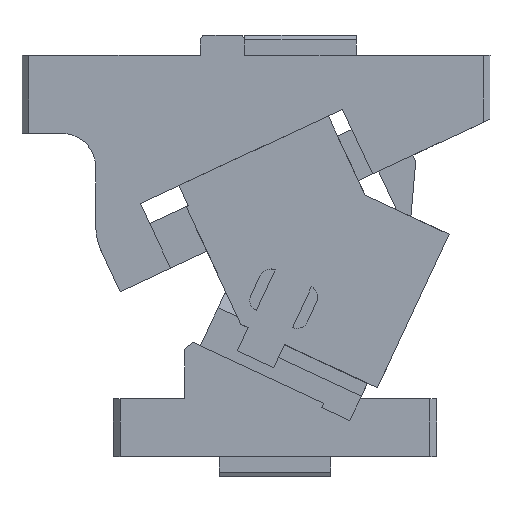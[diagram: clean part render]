
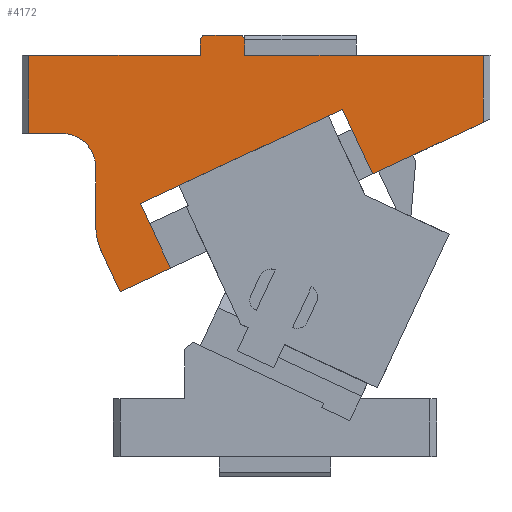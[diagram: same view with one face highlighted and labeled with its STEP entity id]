
A CAD part, front view. The second image highlights one B-rep face of the part: STEP entity #4172.
In plain terms, the highlighted planar face has unit normal (0, -1, 0).
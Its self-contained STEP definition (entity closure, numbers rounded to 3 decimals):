
#3724=CARTESIAN_POINT('Vertex',(59.,0.,180.)) ;
#3727=CARTESIAN_POINT('Line Origine',(112.5,0.,180.)) ;
#3731=CARTESIAN_POINT('Vertex',(166.,0.,180.)) ;
#3991=CARTESIAN_POINT('Axis2P3D Location',(129.108,0.,96.922)) ;
#3996=CARTESIAN_POINT('Line Origine',(141.14,0.,138.392)) ;
#4000=CARTESIAN_POINT('Vertex',(116.279,0.,126.8)) ;
#4002=CARTESIAN_POINT('Vertex',(166.,0.,149.985)) ;
#4005=CARTESIAN_POINT('Line Origine',(166.,0.,164.992)) ;
#4010=CARTESIAN_POINT('Line Origine',(59.,0.,183.5)) ;
#4014=CARTESIAN_POINT('Vertex',(59.,0.,187.)) ;
#4017=CARTESIAN_POINT('Line Origine',(58.423,0.,188.)) ;
#4021=CARTESIAN_POINT('Vertex',(57.845,0.,189.)) ;
#4024=CARTESIAN_POINT('Line Origine',(49.,0.,189.)) ;
#4028=CARTESIAN_POINT('Vertex',(40.155,0.,189.)) ;
#4031=CARTESIAN_POINT('Line Origine',(39.577,0.,188.)) ;
#4035=CARTESIAN_POINT('Vertex',(39.,0.,187.)) ;
#4038=CARTESIAN_POINT('Line Origine',(39.,0.,183.5)) ;
#4042=CARTESIAN_POINT('Vertex',(39.,0.,180.)) ;
#4045=CARTESIAN_POINT('Line Origine',(0.5,0.,180.)) ;
#4049=CARTESIAN_POINT('Vertex',(-38.,0.,180.)) ;
#4052=CARTESIAN_POINT('Line Origine',(-38.,0.,162.5)) ;
#4056=CARTESIAN_POINT('Vertex',(-38.,0.,145.)) ;
#4059=CARTESIAN_POINT('Line Origine',(-30.5,0.,145.)) ;
#4063=CARTESIAN_POINT('Vertex',(-23.,0.,145.)) ;
#4067=CARTESIAN_POINT('Control Point',(-8.,0.,130.)) ;
#4068=CARTESIAN_POINT('Control Point',(-8.,0.,131.518)) ;
#4069=CARTESIAN_POINT('Control Point',(-8.192,0.,133.036)) ;
#4070=CARTESIAN_POINT('Control Point',(-8.576,0.,134.521)) ;
#4071=CARTESIAN_POINT('Control Point',(-9.711,0.,137.363)) ;
#4072=CARTESIAN_POINT('Control Point',(-11.519,0.,139.832)) ;
#4073=CARTESIAN_POINT('Control Point',(-12.575,0.,140.945)) ;
#4074=CARTESIAN_POINT('Control Point',(-14.945,0.,142.881)) ;
#4075=CARTESIAN_POINT('Control Point',(-17.722,0.,144.165)) ;
#4076=CARTESIAN_POINT('Control Point',(-19.185,0.,144.627)) ;
#4077=CARTESIAN_POINT('Control Point',(-20.848,0.,144.927)) ;
#4078=CARTESIAN_POINT('Control Point',(-22.524,0.,144.994)) ;
#4079=CARTESIAN_POINT('Control Point',(-22.683,0.,144.998)) ;
#4080=CARTESIAN_POINT('Control Point',(-22.841,0.,145.)) ;
#4081=CARTESIAN_POINT('Control Point',(-23.,0.,145.)) ;
#4082=CARTESIAN_POINT('Vertex',(-8.,0.,130.)) ;
#4085=CARTESIAN_POINT('Line Origine',(-8.,0.,117.097)) ;
#4089=CARTESIAN_POINT('Vertex',(-8.,0.,104.193)) ;
#4093=CARTESIAN_POINT('Control Point',(-8.,0.,104.193)) ;
#4094=CARTESIAN_POINT('Control Point',(-8.,0.,101.575)) ;
#4095=CARTESIAN_POINT('Control Point',(-7.714,0.,98.958)) ;
#4096=CARTESIAN_POINT('Control Point',(-7.143,0.,96.381)) ;
#4097=CARTESIAN_POINT('Control Point',(-6.296,0.,93.888)) ;
#4098=CARTESIAN_POINT('Control Point',(-5.189,0.,91.515)) ;
#4099=CARTESIAN_POINT('Vertex',(-5.189,0.,91.515)) ;
#4102=CARTESIAN_POINT('Line Origine',(-1.099,0.,82.744)) ;
#4106=CARTESIAN_POINT('Vertex',(2.991,0.,73.973)) ;
#4109=CARTESIAN_POINT('Line Origine',(5.71,0.,75.24)) ;
#4113=CARTESIAN_POINT('Vertex',(8.429,0.,76.508)) ;
#4116=CARTESIAN_POINT('Line Origine',(15.679,0.,79.889)) ;
#4120=CARTESIAN_POINT('Vertex',(22.93,0.,83.27)) ;
#4123=CARTESIAN_POINT('Line Origine',(24.289,0.,83.904)) ;
#4127=CARTESIAN_POINT('Vertex',(25.649,0.,84.538)) ;
#4130=CARTESIAN_POINT('Line Origine',(18.887,0.,99.039)) ;
#4134=CARTESIAN_POINT('Vertex',(12.125,0.,113.54)) ;
#4137=CARTESIAN_POINT('Line Origine',(57.44,0.,134.671)) ;
#4141=CARTESIAN_POINT('Vertex',(102.756,0.,155.802)) ;
#4144=CARTESIAN_POINT('Line Origine',(109.517,0.,141.301)) ;
#3728=DIRECTION('Vector Direction',(-1.,0.,0.)) ;
#3992=DIRECTION('Axis2P3D Direction',(0.,-1.,0.)) ;
#3993=DIRECTION('Axis2P3D XDirection',(-0.423,0.,0.906)) ;
#3997=DIRECTION('Vector Direction',(0.906,0.,0.423)) ;
#4006=DIRECTION('Vector Direction',(0.,0.,1.)) ;
#4011=DIRECTION('Vector Direction',(0.,0.,1.)) ;
#4018=DIRECTION('Vector Direction',(0.5,0.,-0.866)) ;
#4025=DIRECTION('Vector Direction',(-1.,0.,0.)) ;
#4032=DIRECTION('Vector Direction',(-0.5,0.,-0.866)) ;
#4039=DIRECTION('Vector Direction',(0.,0.,1.)) ;
#4046=DIRECTION('Vector Direction',(-1.,0.,0.)) ;
#4053=DIRECTION('Vector Direction',(0.,0.,1.)) ;
#4060=DIRECTION('Vector Direction',(-1.,0.,0.)) ;
#4086=DIRECTION('Vector Direction',(0.,0.,-1.)) ;
#4103=DIRECTION('Vector Direction',(0.423,0.,-0.906)) ;
#4110=DIRECTION('Vector Direction',(0.906,0.,0.423)) ;
#4117=DIRECTION('Vector Direction',(-0.906,0.,-0.423)) ;
#4124=DIRECTION('Vector Direction',(0.906,0.,0.423)) ;
#4131=DIRECTION('Vector Direction',(-0.423,0.,0.906)) ;
#4138=DIRECTION('Vector Direction',(-0.906,0.,-0.423)) ;
#4145=DIRECTION('Vector Direction',(0.423,0.,-0.906)) ;
#3994=AXIS2_PLACEMENT_3D('Plane Axis2P3D',#3991,#3992,#3993) ;
#4150=ORIENTED_EDGE('',*,*,#4004,.T.) ;
#4151=ORIENTED_EDGE('',*,*,#4009,.T.) ;
#4152=ORIENTED_EDGE('',*,*,#3733,.T.) ;
#4153=ORIENTED_EDGE('',*,*,#4016,.T.) ;
#4154=ORIENTED_EDGE('',*,*,#4023,.F.) ;
#4155=ORIENTED_EDGE('',*,*,#4030,.F.) ;
#4156=ORIENTED_EDGE('',*,*,#4037,.F.) ;
#4157=ORIENTED_EDGE('',*,*,#4044,.F.) ;
#4158=ORIENTED_EDGE('',*,*,#4051,.T.) ;
#4159=ORIENTED_EDGE('',*,*,#4058,.F.) ;
#4160=ORIENTED_EDGE('',*,*,#4065,.F.) ;
#4161=ORIENTED_EDGE('',*,*,#4084,.T.) ;
#4162=ORIENTED_EDGE('',*,*,#4091,.T.) ;
#4163=ORIENTED_EDGE('',*,*,#4101,.F.) ;
#4164=ORIENTED_EDGE('',*,*,#4108,.T.) ;
#4165=ORIENTED_EDGE('',*,*,#4115,.T.) ;
#4166=ORIENTED_EDGE('',*,*,#4122,.T.) ;
#4167=ORIENTED_EDGE('',*,*,#4129,.T.) ;
#4168=ORIENTED_EDGE('',*,*,#4136,.T.) ;
#4169=ORIENTED_EDGE('',*,*,#4143,.F.) ;
#4170=ORIENTED_EDGE('',*,*,#4148,.T.) ;
#3729=VECTOR('Line Direction',#3728,1.) ;
#3998=VECTOR('Line Direction',#3997,1.) ;
#4007=VECTOR('Line Direction',#4006,1.) ;
#4012=VECTOR('Line Direction',#4011,1.) ;
#4019=VECTOR('Line Direction',#4018,1.) ;
#4026=VECTOR('Line Direction',#4025,1.) ;
#4033=VECTOR('Line Direction',#4032,1.) ;
#4040=VECTOR('Line Direction',#4039,1.) ;
#4047=VECTOR('Line Direction',#4046,1.) ;
#4054=VECTOR('Line Direction',#4053,1.) ;
#4061=VECTOR('Line Direction',#4060,1.) ;
#4087=VECTOR('Line Direction',#4086,1.) ;
#4104=VECTOR('Line Direction',#4103,1.) ;
#4111=VECTOR('Line Direction',#4110,1.) ;
#4118=VECTOR('Line Direction',#4117,1.) ;
#4125=VECTOR('Line Direction',#4124,1.) ;
#4132=VECTOR('Line Direction',#4131,1.) ;
#4139=VECTOR('Line Direction',#4138,1.) ;
#4146=VECTOR('Line Direction',#4145,1.) ;
#4172=ADVANCED_FACE('CAM HOLDER',(#4171),#3995,.T.) ;
#4066=B_SPLINE_CURVE_WITH_KNOTS('',5,(#4067,#4068,#4069,#4070,#4071,#4072,#4073,#4074,#4075,#4076,#4077,#4078,#4079,#4080,#4081),.UNSPECIFIED.,.F.,.U.,(6,3,3,3,6),(0.,10.733,21.466,32.199,33.321),.UNSPECIFIED.) ;
#4092=B_SPLINE_CURVE_WITH_KNOTS('',5,(#4093,#4094,#4095,#4096,#4097,#4098),.UNSPECIFIED.,.F.,.U.,(6,6),(0.,18.512),.UNSPECIFIED.) ;
#3733=EDGE_CURVE('',#3732,#3725,#3730,.T.) ;
#4004=EDGE_CURVE('',#4001,#4003,#3999,.T.) ;
#4009=EDGE_CURVE('',#4003,#3732,#4008,.T.) ;
#4016=EDGE_CURVE('',#3725,#4015,#4013,.T.) ;
#4023=EDGE_CURVE('',#4022,#4015,#4020,.T.) ;
#4030=EDGE_CURVE('',#4029,#4022,#4027,.F.) ;
#4037=EDGE_CURVE('',#4036,#4029,#4034,.F.) ;
#4044=EDGE_CURVE('',#4043,#4036,#4041,.T.) ;
#4051=EDGE_CURVE('',#4043,#4050,#4048,.T.) ;
#4058=EDGE_CURVE('',#4057,#4050,#4055,.T.) ;
#4065=EDGE_CURVE('',#4064,#4057,#4062,.T.) ;
#4084=EDGE_CURVE('',#4064,#4083,#4066,.F.) ;
#4091=EDGE_CURVE('',#4083,#4090,#4088,.T.) ;
#4101=EDGE_CURVE('',#4100,#4090,#4092,.F.) ;
#4108=EDGE_CURVE('',#4100,#4107,#4105,.T.) ;
#4115=EDGE_CURVE('',#4107,#4114,#4112,.T.) ;
#4122=EDGE_CURVE('',#4114,#4121,#4119,.F.) ;
#4129=EDGE_CURVE('',#4121,#4128,#4126,.T.) ;
#4136=EDGE_CURVE('',#4128,#4135,#4133,.T.) ;
#4143=EDGE_CURVE('',#4142,#4135,#4140,.T.) ;
#4148=EDGE_CURVE('',#4142,#4001,#4147,.T.) ;
#4149=EDGE_LOOP('',(#4150,#4151,#4152,#4153,#4154,#4155,#4156,#4157,#4158,#4159,#4160,#4161,#4162,#4163,#4164,#4165,#4166,#4167,#4168,#4169,#4170)) ;
#4171=FACE_OUTER_BOUND('',#4149,.T.) ;
#3730=LINE('Line',#3727,#3729) ;
#3999=LINE('Line',#3996,#3998) ;
#4008=LINE('Line',#4005,#4007) ;
#4013=LINE('Line',#4010,#4012) ;
#4020=LINE('Line',#4017,#4019) ;
#4027=LINE('Line',#4024,#4026) ;
#4034=LINE('Line',#4031,#4033) ;
#4041=LINE('Line',#4038,#4040) ;
#4048=LINE('Line',#4045,#4047) ;
#4055=LINE('Line',#4052,#4054) ;
#4062=LINE('Line',#4059,#4061) ;
#4088=LINE('Line',#4085,#4087) ;
#4105=LINE('Line',#4102,#4104) ;
#4112=LINE('Line',#4109,#4111) ;
#4119=LINE('Line',#4116,#4118) ;
#4126=LINE('Line',#4123,#4125) ;
#4133=LINE('Line',#4130,#4132) ;
#4140=LINE('Line',#4137,#4139) ;
#4147=LINE('Line',#4144,#4146) ;
#3995=PLANE('Plane',#3994) ;
#3725=VERTEX_POINT('',#3724) ;
#3732=VERTEX_POINT('',#3731) ;
#4001=VERTEX_POINT('',#4000) ;
#4003=VERTEX_POINT('',#4002) ;
#4015=VERTEX_POINT('',#4014) ;
#4022=VERTEX_POINT('',#4021) ;
#4029=VERTEX_POINT('',#4028) ;
#4036=VERTEX_POINT('',#4035) ;
#4043=VERTEX_POINT('',#4042) ;
#4050=VERTEX_POINT('',#4049) ;
#4057=VERTEX_POINT('',#4056) ;
#4064=VERTEX_POINT('',#4063) ;
#4083=VERTEX_POINT('',#4082) ;
#4090=VERTEX_POINT('',#4089) ;
#4100=VERTEX_POINT('',#4099) ;
#4107=VERTEX_POINT('',#4106) ;
#4114=VERTEX_POINT('',#4113) ;
#4121=VERTEX_POINT('',#4120) ;
#4128=VERTEX_POINT('',#4127) ;
#4135=VERTEX_POINT('',#4134) ;
#4142=VERTEX_POINT('',#4141) ;
